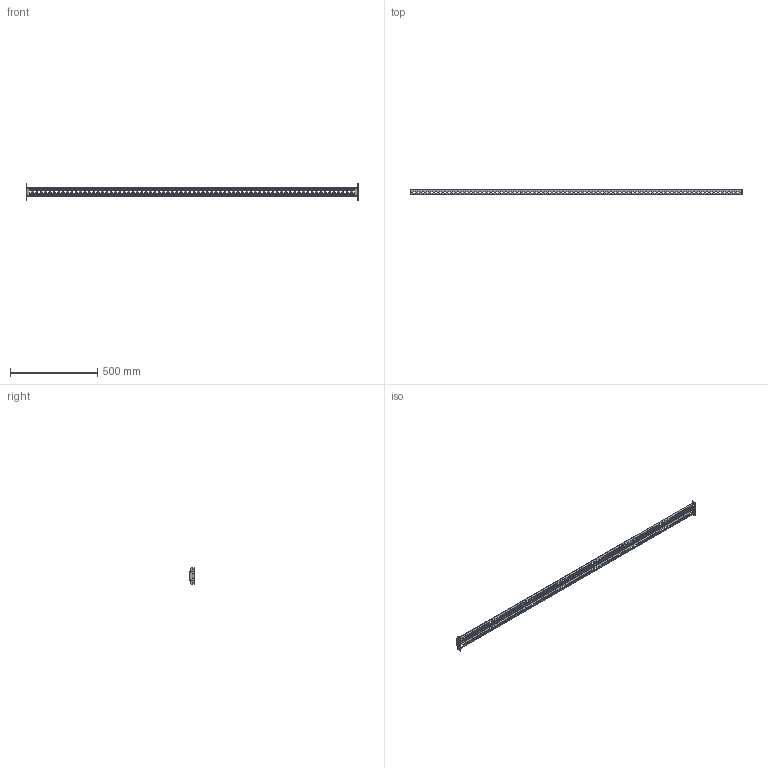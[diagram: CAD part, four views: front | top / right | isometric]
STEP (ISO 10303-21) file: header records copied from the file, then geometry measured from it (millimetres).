
FILE_DESCRIPTION (( 'STEP AP203' ), '1' );
FILE_NAME ('Ðåéêà âåðòèêàëüíàÿ c âíåøíèì êðåïëåíèåì äëÿ êîðïóñà Â2000 (2 øò) EKF AleSta.STEP', '2025-09-15T10:14:59', ( '' ), ( '' ), 'SwSTEP 2.0', 'SolidWorks 2021', '' );
FILE_SCHEMA (( 'CONFIG_CONTROL_DESIGN' ));
Length unit declared in the file: millimetre
Products named in the file (1): Ðåéêà âåðòèêàëüíàÿ c âíåøíèì êðåïëåíèåì äëÿ êîðïóñà Â2000 (2 øò) EKF AleSta
Bounding box: 1899 x 34 x 95 mm (x, y, z)
Volume: 325177.5 mm3; surface area: 464748.9 mm2
Topology: 1 solids, 1 shells, 2038 faces, 6060 edges, 4024 vertices
Faces by surface type: cylinder 1076, plane 962
Entity records: 72037 total; most frequent: DIRECTION 12290, CARTESIAN_POINT 12123, ORIENTED_EDGE 12120, EDGE_CURVE 6060, AXIS2_PLACEMENT_3D 4191, VERTEX_POINT 4024, VECTOR 3908, LINE 3908
